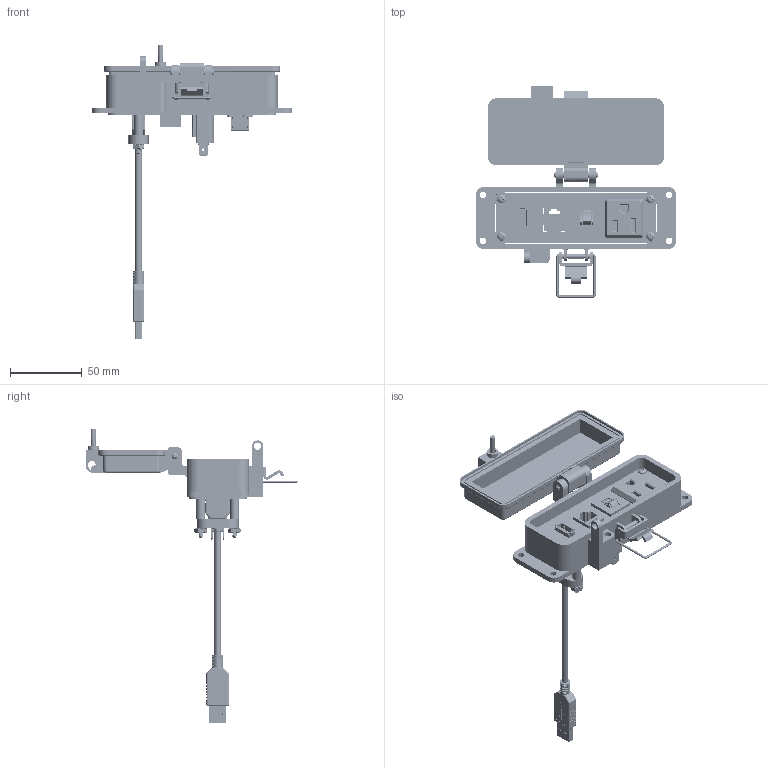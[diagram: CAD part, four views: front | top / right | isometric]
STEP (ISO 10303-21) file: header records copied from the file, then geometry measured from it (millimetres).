
FILE_DESCRIPTION (( 'STEP AP203' ), '1' );
FILE_NAME ('P-P11R2-H3R3_3D.STEP', '2018-07-10T13:45:24', ( '' ), ( '' ), 'SwSTEP 2.0', 'SolidWorks 2017', '' );
FILE_SCHEMA (( 'CONFIG_CONTROL_DESIGN' ));
Length unit declared in the file: millimetre
Products named in the file (20): Z-200-OTLT-R0SQ; Z-000-632134FH_91771A156; R; Z-001-SPR114_94639A210; Z-H-H3_B; Z-002-632516HN_90675A007; P-P11R2-H3R3_BP180_1; -H3; P-P11R2-H3R3_FP060_1; P-P11R2-H3R3_TP060_1; 92005A124_METRIC PAN HEAD PHILLIPS MACHINE SCREW_92005A124; Z-300-RJ45CAT5; Z-000-4243316TFP; P-P11R2-H3R3_3D; R2; Z-020-3047; Z-CB-SM; P11; CBX; P-P11R2-H3R3_TP240_2
Assembly tree (27 placements, depth 3):
  P-P11R2-H3R3_3D
    P-P11R2-H3R3_BP180_1
    P-P11R2-H3R3_TP060_1
    Z-000-4243316TFP  x3
    P11
      Z-020-3047
    P-P11R2-H3R3_TP240_2
    Z-000-632134FH_91771A156  x2
    Z-001-SPR114_94639A210  x2
    Z-002-632516HN_90675A007  x2
    P-P11R2-H3R3_FP060_1
    R2
      Z-300-RJ45CAT5
    CBX
      Z-CB-SM
    R
      Z-200-OTLT-R0SQ
    -H3
      Z-H-H3_B
    92005A124_METRIC PAN HEAD PHILLIPS MACHINE SCREW_92005A124  x4
Bounding box: 140 x 147.61 x 205.72 mm (x, y, z)
Volume: 127960.4 mm3; surface area: 100277.7 mm2
Topology: 38 solids, 38 shells, 3642 faces, 10312 edges, 6781 vertices
Faces by surface type: cylinder 1616, plane 1514, bspline 334, cone 154, torus 16, sphere 8
Entity records: 103555 total; most frequent: CARTESIAN_POINT 36231, ORIENTED_EDGE 14776, DIRECTION 12013, EDGE_CURVE 7388, VERTEX_POINT 4866, LINE 4525, VECTOR 4525, AXIS2_PLACEMENT_3D 3744
